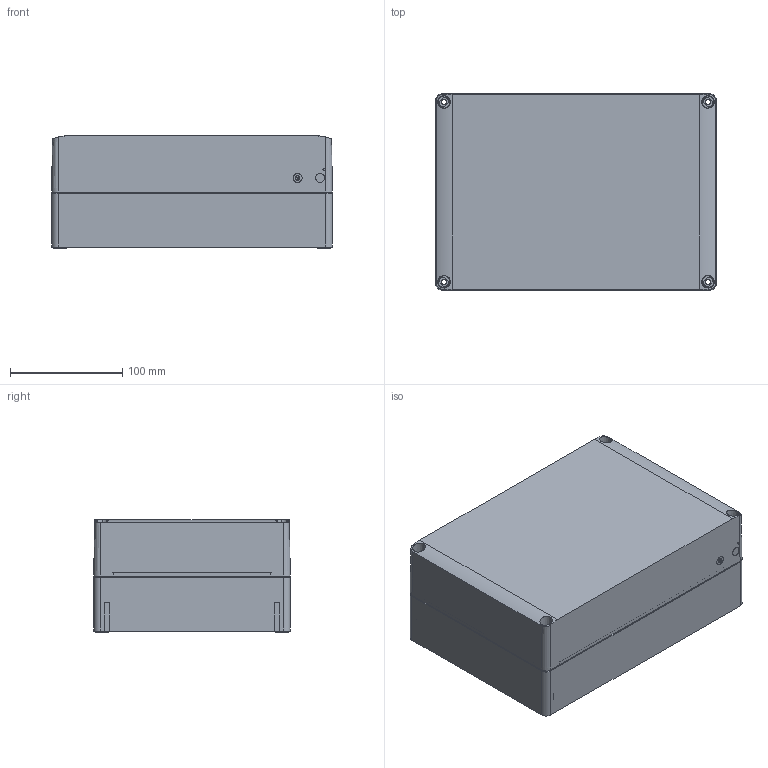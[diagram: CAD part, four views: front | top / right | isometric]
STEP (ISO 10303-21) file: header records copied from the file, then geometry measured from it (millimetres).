
FILE_DESCRIPTION((''),'2;1');
FILE_NAME('SABP182510T_ASM','2008-12-08T',('pasi_koskela'),(''),'PRO/ENGINEER BY PARAMETRIC TECHNOLOGY CORPORATION, 2008250','PRO/ENGINEER BY PARAMETRIC TECHNOLOGY CORPORATION, 2008250','');
FILE_SCHEMA(('AUTOMOTIVE_DESIGN_CC2 { 1 2 10303 214 -1 1 5 2 }'));
Length unit declared in the file: millimetre
Products named in the file (3): SABP182505B; SABT182505L; SABP182510T_ASM
Assembly tree (2 placements, depth 2):
  SABP182510T_ASM
    SABP182505B
    SABT182505L
Bounding box: 250 x 175 x 100 mm (x, y, z)
Volume: 583886.3 mm3; surface area: 363080.3 mm2
Topology: 2 solids, 2 shells, 1118 faces, 2861 edges, 1856 vertices
Faces by surface type: plane 636, cylinder 284, cone 130, bspline 48, torus 20
Entity records: 50449 total; most frequent: CARTESIAN_POINT 16307, ORIENTED_EDGE 5716, DIRECTION 5308, EDGE_CURVE 2858, PRESENTATION_STYLE_ASSIGNMENT 2322, STYLED_ITEM 2322, CURVE_STYLE 2321, VECTOR 1884
